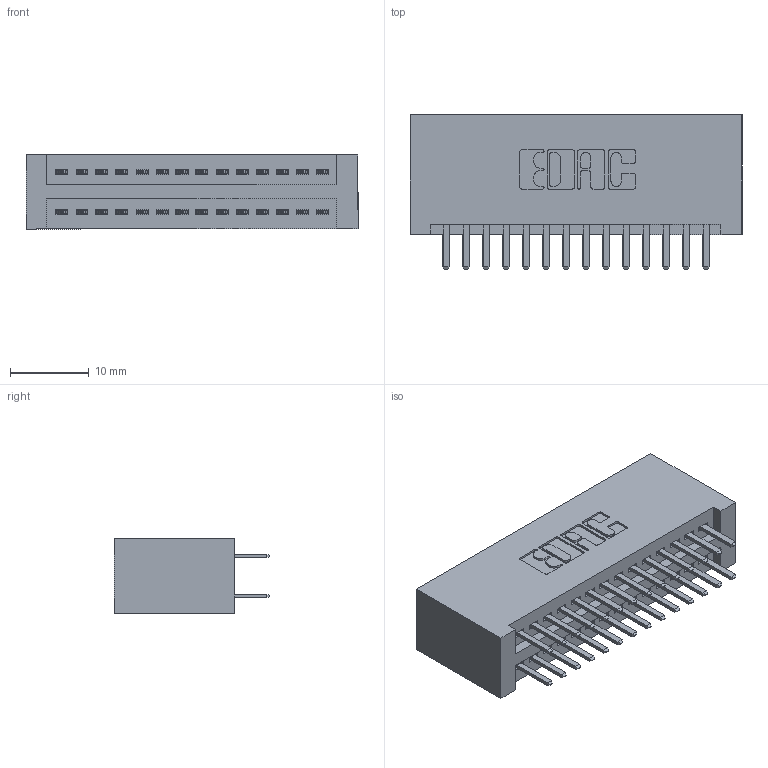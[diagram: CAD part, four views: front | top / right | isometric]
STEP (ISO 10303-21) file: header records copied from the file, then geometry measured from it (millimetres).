
FILE_DESCRIPTION (( 'STEP AP203' ), '1' );
FILE_NAME ('395-028-520-201.STEP', '2019-10-16T18:54:18', ( '' ), ( '' ), 'SwSTEP 2.0', 'SolidWorks 2016', '' );
FILE_SCHEMA (( 'CONFIG_CONTROL_DESIGN' ));
Length unit declared in the file: inch
Products named in the file (3): 345 Part_No Mounting Lugs; 345-292-001_345-293-120; 395-028-520-201
Assembly tree (29 placements, depth 2):
  395-028-520-201
    345 Part_No Mounting Lugs
    345-292-001_345-293-120  x28
Bounding box: 42.16 x 19.68 x 9.4 mm (x, y, z)
Volume: 4439.5 mm3; surface area: 6297.2 mm2
Topology: 29 solids, 29 shells, 1630 faces, 4713 edges, 3066 vertices
Faces by surface type: plane 1056, cylinder 574
Entity records: 14591 total; most frequent: CARTESIAN_POINT 2484, ORIENTED_EDGE 2406, DIRECTION 2207, EDGE_CURVE 1203, LINE 1019, VECTOR 1019, VERTEX_POINT 798, AXIS2_PLACEMENT_3D 594
